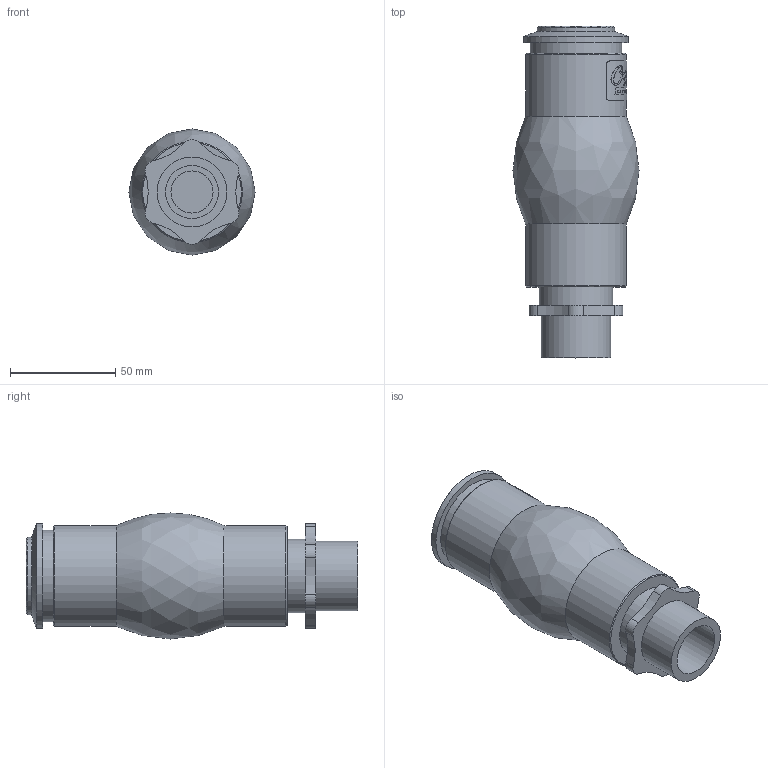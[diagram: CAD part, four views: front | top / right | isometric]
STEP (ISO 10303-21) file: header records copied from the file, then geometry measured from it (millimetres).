
FILE_DESCRIPTION(/* description */ (''),/* implementation_level */ '2;1');
FILE_NAME(/* name */ '50987 Schaumsprudler 35-10E_überprüft.stp',/* time_stamp */ '2014-09-15T09:59:28+02:00',/* author */ ('guzb562'),/* organization */ (''),/* preprocessor_version */ 'ST-DEVELOPER v15.2',/* originating_system */ 'Autodesk Inventor 2014',/* authorisation */ '364457,1 mm^3');
FILE_SCHEMA (('AUTOMOTIVE_DESIGN { 1 0 10303 214 3 1 1 }'));
Length unit declared in the file: millimetre
Products named in the file (1): 50987 Schaumsprudler 35-10E
Bounding box: 60 x 157.95 x 60 mm (x, y, z)
Volume: 181160.9 mm3; surface area: 43590.6 mm2
Topology: 1 solids, 1 shells, 254 faces, 655 edges, 435 vertices
Faces by surface type: plane 123, bspline 75, cylinder 52, cone 4
Full cylindrical faces by diameter (mm): 20 x1, 25.208 x1, 32 x1, 33.25 x1, 35 x1, 36.9 x1, 43.499 x1, 48 x2, 50 x1
Entity records: 9769 total; most frequent: CARTESIAN_POINT 3852, ORIENTED_EDGE 1276, DIRECTION 1050, EDGE_CURVE 638, VERTEX_POINT 433, AXIS2_PLACEMENT_3D 391, EDGE_LOOP 301, LINE 268
